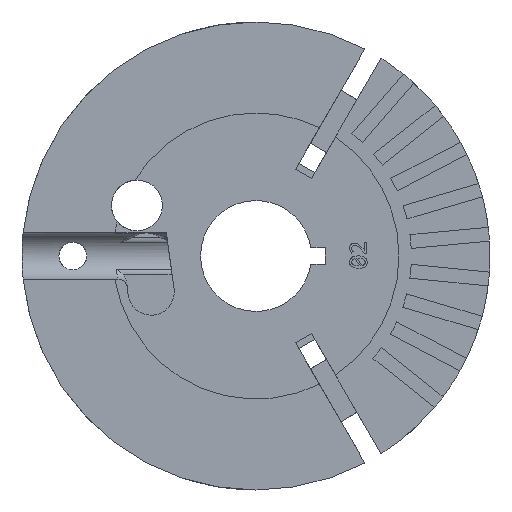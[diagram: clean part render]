
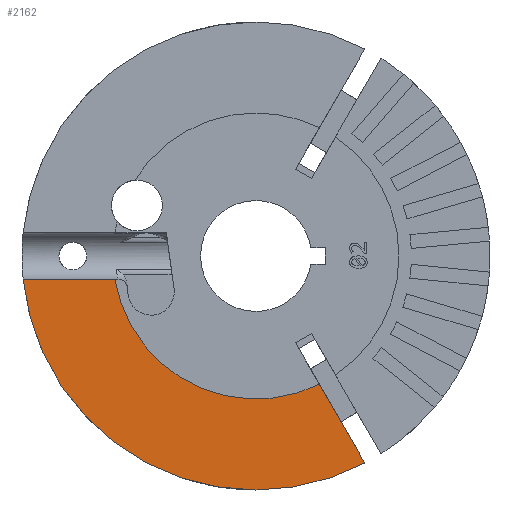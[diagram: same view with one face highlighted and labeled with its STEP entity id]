
A CAD part, left-side view. The second image highlights one B-rep face of the part: STEP entity #2162.
In plain terms, the highlighted planar face has unit normal (-1, 0, 0).
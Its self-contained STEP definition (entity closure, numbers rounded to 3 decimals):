
#59 = VERTEX_POINT ( 'NONE', #4345 ) ;
#181 = CARTESIAN_POINT ( 'NONE',  ( 1.6, 15.272, -2.5 ) ) ;
#414 = LINE ( 'NONE', #2683, #642 ) ;
#497 = FACE_OUTER_BOUND ( 'NONE', #777, .T. ) ;
#642 = VECTOR ( 'NONE', #4850, 1000. ) ;
#659 = CIRCLE ( 'NONE', #4541, 25.325 ) ;
#777 = EDGE_LOOP ( 'NONE', ( #4119, #3053, #5020, #3020, #966 ) ) ;
#966 = ORIENTED_EDGE ( 'NONE', *, *, #2959, .T. ) ;
#1046 = VERTEX_POINT ( 'NONE', #5589 ) ;
#1125 = DIRECTION ( 'NONE',  ( 0., 1., 0. ) ) ;
#1563 = CARTESIAN_POINT ( 'NONE',  ( 1.6, 0., 0. ) ) ;
#1586 = DIRECTION ( 'NONE',  ( 0., 0., 1. ) ) ;
#1840 = VECTOR ( 'NONE', #1125, 1000. ) ;
#2128 = CARTESIAN_POINT ( 'NONE',  ( 1.6, 0., 0. ) ) ;
#2162 = ADVANCED_FACE ( 'NONE', ( #497 ), #4262, .T. ) ;
#2683 = CARTESIAN_POINT ( 'NONE',  ( 1.6, 0.866, -0.5 ) ) ;
#2859 = AXIS2_PLACEMENT_3D ( 'NONE', #1563, #6434, #7032 ) ;
#2959 = EDGE_CURVE ( 'NONE', #3015, #5248, #4913, .T. ) ;
#2996 = AXIS2_PLACEMENT_3D ( 'NONE', #2128, #6486, #1586 ) ;
#3015 = VERTEX_POINT ( 'NONE', #181 ) ;
#3020 = ORIENTED_EDGE ( 'NONE', *, *, #6813, .F. ) ;
#3053 = ORIENTED_EDGE ( 'NONE', *, *, #3741, .T. ) ;
#3117 = DIRECTION ( 'NONE',  ( -1., 0., 0. ) ) ;
#3224 = CARTESIAN_POINT ( 'NONE',  ( 1.6, 0., 0. ) ) ;
#3352 = CIRCLE ( 'NONE', #2996, 25.325 ) ;
#3612 = CARTESIAN_POINT ( 'NONE',  ( 1.6, -11.787, -22.415 ) ) ;
#3741 = EDGE_CURVE ( 'NONE', #59, #4018, #3352, .T. ) ;
#4018 = VERTEX_POINT ( 'NONE', #3612 ) ;
#4119 = ORIENTED_EDGE ( 'NONE', *, *, #4945, .T. ) ;
#4178 = CARTESIAN_POINT ( 'NONE',  ( 1.6, 0., 0. ) ) ;
#4262 = PLANE ( 'NONE',  #2859 ) ;
#4292 = DIRECTION ( 'NONE',  ( 0., 0., 1. ) ) ;
#4345 = CARTESIAN_POINT ( 'NONE',  ( 1.6, 0., -25.325 ) ) ;
#4541 = AXIS2_PLACEMENT_3D ( 'NONE', #4178, #6388, #5310 ) ;
#4850 = DIRECTION ( 'NONE',  ( 0., 0.5, 0.866 ) ) ;
#4913 = LINE ( 'NONE', #6060, #1840 ) ;
#4945 = EDGE_CURVE ( 'NONE', #5248, #59, #659, .T. ) ;
#5020 = ORIENTED_EDGE ( 'NONE', *, *, #6946, .T. ) ;
#5248 = VERTEX_POINT ( 'NONE', #5739 ) ;
#5310 = DIRECTION ( 'NONE',  ( 0., 0., 1. ) ) ;
#5317 = CIRCLE ( 'NONE', #6013, 15.475 ) ;
#5589 = CARTESIAN_POINT ( 'NONE',  ( 1.6, -6.855, -13.874 ) ) ;
#5739 = CARTESIAN_POINT ( 'NONE',  ( 1.6, 25.201, -2.5 ) ) ;
#6013 = AXIS2_PLACEMENT_3D ( 'NONE', #3224, #3117, #4292 ) ;
#6060 = CARTESIAN_POINT ( 'NONE',  ( 1.6, 2.597, -2.5 ) ) ;
#6388 = DIRECTION ( 'NONE',  ( -1., 0., 0. ) ) ;
#6434 = DIRECTION ( 'NONE',  ( -1., 0., 0. ) ) ;
#6486 = DIRECTION ( 'NONE',  ( -1., 0., 0. ) ) ;
#6813 = EDGE_CURVE ( 'NONE', #3015, #1046, #5317, .T. ) ;
#6946 = EDGE_CURVE ( 'NONE', #4018, #1046, #414, .T. ) ;
#7032 = DIRECTION ( 'NONE',  ( 0., 0., 1. ) ) ;
